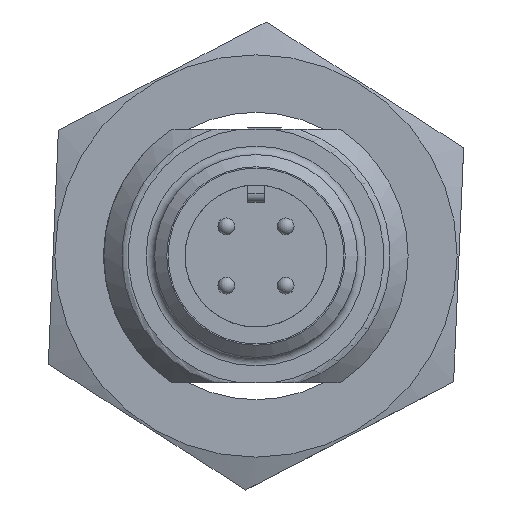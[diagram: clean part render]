
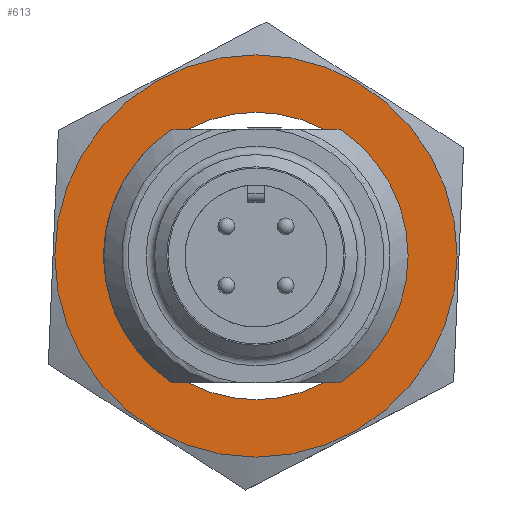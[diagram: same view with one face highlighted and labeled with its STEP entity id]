
A CAD part, left-side view. The second image highlights one B-rep face of the part: STEP entity #613.
In plain terms, the highlighted planar face has unit normal (-1, 0, 0).
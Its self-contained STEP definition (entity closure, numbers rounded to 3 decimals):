
#340 = EDGE_CURVE ( 'NONE', #9214, #9464, #5070, .T. ) ;
#416 = EDGE_CURVE ( 'NONE', #6625, #6625, #5285, .T. ) ;
#417 = EDGE_CURVE ( 'NONE', #9578, #7057, #870, .T. ) ;
#418 = EDGE_CURVE ( 'NONE', #7057, #7055, #730, .T. ) ;
#419 = EDGE_CURVE ( 'NONE', #7055, #9282, #720, .T. ) ;
#420 = EDGE_CURVE ( 'NONE', #10254, #10575, #5262, .T. ) ;
#421 = EDGE_CURVE ( 'NONE', #7150, #7119, #5304, .T. ) ;
#613 = ADVANCED_FACE ( 'NONE', ( #9134, #9118 ), #4151, .F. ) ;
#720 = LINE ( 'NONE', #7693, #5408 ) ;
#730 = LINE ( 'NONE', #7691, #5241 ) ;
#870 = LINE ( 'NONE', #7689, #5276 ) ;
#892 = CARTESIAN_POINT ( 'NONE',  ( -1., 4., -7.5 ) ) ;
#902 = CARTESIAN_POINT ( 'NONE',  ( -1., -4., -7.5 ) ) ;
#916 = CARTESIAN_POINT ( 'NONE',  ( -1., -4.975, 7.5 ) ) ;
#939 = CARTESIAN_POINT ( 'NONE',  ( -1., 8.989, 0.45 ) ) ;
#970 = CARTESIAN_POINT ( 'NONE',  ( -1., 4.975, 7.5 ) ) ;
#982 = CARTESIAN_POINT ( 'NONE',  ( -1., -4.975, -7.5 ) ) ;
#998 = CARTESIAN_POINT ( 'NONE',  ( -1., 4.975, -7.5 ) ) ;
#1003 = CARTESIAN_POINT ( 'NONE',  ( -1., 8.99, -0.424 ) ) ;
#1247 = CARTESIAN_POINT ( 'NONE',  ( -1., 4., 7.5 ) ) ;
#1285 = CARTESIAN_POINT ( 'NONE',  ( -1., -4., 7.5 ) ) ;
#1303 = CARTESIAN_POINT ( 'NONE',  ( -1., 0., -11.902 ) ) ;
#1411 = VECTOR ( 'NONE', #2186, 1000. ) ;
#1412 = VECTOR ( 'NONE', #2184, 1000. ) ;
#1752 = AXIS2_PLACEMENT_3D ( 'NONE', #4152, #4153, #4154 ) ;
#2183 = CARTESIAN_POINT ( 'NONE',  ( -1., 9.991, -7.5 ) ) ;
#2184 = DIRECTION ( 'NONE',  ( 0., 1., 0. ) ) ;
#2185 = CARTESIAN_POINT ( 'NONE',  ( -1., 9.991, -7.5 ) ) ;
#2186 = DIRECTION ( 'NONE',  ( 0., 1., 0. ) ) ;
#2505 = CARTESIAN_POINT ( 'NONE',  ( -1., 0., 0. ) ) ;
#2506 = DIRECTION ( 'NONE',  ( 1., 0., 0. ) ) ;
#2507 = DIRECTION ( 'NONE',  ( 0., 0., -1. ) ) ;
#2515 = CARTESIAN_POINT ( 'NONE',  ( -1., 0., 0. ) ) ;
#2516 = DIRECTION ( 'NONE',  ( 1., 0., 0. ) ) ;
#2517 = DIRECTION ( 'NONE',  ( 0., 0., -1. ) ) ;
#2751 = CARTESIAN_POINT ( 'NONE',  ( -1., 9., 0.45 ) ) ;
#2753 = CARTESIAN_POINT ( 'NONE',  ( -1., 9., -0.424 ) ) ;
#4151 = PLANE ( 'NONE',  #1752 ) ;
#4152 = CARTESIAN_POINT ( 'NONE',  ( -1., 11.691, 7.438 ) ) ;
#4153 = DIRECTION ( 'NONE',  ( 1., 0., 0. ) ) ;
#4154 = DIRECTION ( 'NONE',  ( 0., 0., -1. ) ) ;
#4630 = CARTESIAN_POINT ( 'NONE',  ( -1., 9.991, 7.5 ) ) ;
#4631 = DIRECTION ( 'NONE',  ( 0., -1., 0. ) ) ;
#4648 = CARTESIAN_POINT ( 'NONE',  ( -1., 9.991, 7.5 ) ) ;
#4649 = DIRECTION ( 'NONE',  ( 0., -1., 0. ) ) ;
#4963 = CIRCLE ( 'NONE', #4966, 9. ) ;
#4965 = CIRCLE ( 'NONE', #4976, 9. ) ;
#4966 = AXIS2_PLACEMENT_3D ( 'NONE', #2505, #2506, #2507 ) ;
#4976 = AXIS2_PLACEMENT_3D ( 'NONE', #2515, #2516, #2517 ) ;
#5070 = CIRCLE ( 'NONE', #5182, 9. ) ;
#5182 = AXIS2_PLACEMENT_3D ( 'NONE', #7273, #7274, #7275 ) ;
#5241 = VECTOR ( 'NONE', #7692, 1000. ) ;
#5262 = CIRCLE ( 'NONE', #5320, 8.5 ) ;
#5276 = VECTOR ( 'NONE', #7690, 1000. ) ;
#5285 = CIRCLE ( 'NONE', #5327, 11.902 ) ;
#5304 = CIRCLE ( 'NONE', #5364, 8.5 ) ;
#5320 = AXIS2_PLACEMENT_3D ( 'NONE', #7695, #7696, #7697 ) ;
#5327 = AXIS2_PLACEMENT_3D ( 'NONE', #7686, #7687, #7688 ) ;
#5364 = AXIS2_PLACEMENT_3D ( 'NONE', #7698, #7699, #7700 ) ;
#5408 = VECTOR ( 'NONE', #7694, 1000. ) ;
#5571 = EDGE_CURVE ( 'NONE', #9464, #7150, #6404, .T. ) ;
#5572 = EDGE_CURVE ( 'NONE', #7119, #9556, #6405, .T. ) ;
#5635 = EDGE_CURVE ( 'NONE', #9433, #10254, #6493, .T. ) ;
#5639 = EDGE_CURVE ( 'NONE', #10575, #9214, #6495, .T. ) ;
#5705 = EDGE_CURVE ( 'NONE', #9282, #9433, #4963, .T. ) ;
#5709 = EDGE_CURVE ( 'NONE', #9556, #9578, #4965, .T. ) ;
#6404 = LINE ( 'NONE', #2183, #1412 ) ;
#6405 = LINE ( 'NONE', #2185, #1411 ) ;
#6493 = LINE ( 'NONE', #4630, #10825 ) ;
#6495 = LINE ( 'NONE', #4648, #10829 ) ;
#6625 = VERTEX_POINT ( 'NONE', #1303 ) ;
#7055 = VERTEX_POINT ( 'NONE', #2751 ) ;
#7057 = VERTEX_POINT ( 'NONE', #2753 ) ;
#7119 = VERTEX_POINT ( 'NONE', #892 ) ;
#7150 = VERTEX_POINT ( 'NONE', #902 ) ;
#7273 = CARTESIAN_POINT ( 'NONE',  ( -1., 0., 0. ) ) ;
#7274 = DIRECTION ( 'NONE',  ( 1., 0., 0. ) ) ;
#7275 = DIRECTION ( 'NONE',  ( 0., 0., -1. ) ) ;
#7686 = CARTESIAN_POINT ( 'NONE',  ( -1., 0., 0. ) ) ;
#7687 = DIRECTION ( 'NONE',  ( -1., 0., 0. ) ) ;
#7688 = DIRECTION ( 'NONE',  ( 0., 0., -1. ) ) ;
#7689 = CARTESIAN_POINT ( 'NONE',  ( -1., 7.5, -0.424 ) ) ;
#7690 = DIRECTION ( 'NONE',  ( 0., 1., 0. ) ) ;
#7691 = CARTESIAN_POINT ( 'NONE',  ( -1., 9., 7.438 ) ) ;
#7692 = DIRECTION ( 'NONE',  ( 0., 0., 1. ) ) ;
#7693 = CARTESIAN_POINT ( 'NONE',  ( -1., 7.5, 0.45 ) ) ;
#7694 = DIRECTION ( 'NONE',  ( 0., -1., 0. ) ) ;
#7695 = CARTESIAN_POINT ( 'NONE',  ( -1., 0., 0. ) ) ;
#7696 = DIRECTION ( 'NONE',  ( 1., 0., 0. ) ) ;
#7697 = DIRECTION ( 'NONE',  ( 0., 0., -1. ) ) ;
#7698 = CARTESIAN_POINT ( 'NONE',  ( -1., 0., 0. ) ) ;
#7699 = DIRECTION ( 'NONE',  ( 1., 0., 0. ) ) ;
#7700 = DIRECTION ( 'NONE',  ( 0., 0., -1. ) ) ;
#8553 = EDGE_LOOP ( 'NONE', ( #10538 ) ) ;
#8671 = EDGE_LOOP ( 'NONE', ( #10402, #10585, #10549, #10475, #10544, #10440, #10255, #10550, #10253, #10267, #10353, #10274 ) ) ;
#9118 = FACE_BOUND ( 'NONE', #8671, .T. ) ;
#9134 = FACE_OUTER_BOUND ( 'NONE', #8553, .T. ) ;
#9214 = VERTEX_POINT ( 'NONE', #916 ) ;
#9282 = VERTEX_POINT ( 'NONE', #939 ) ;
#9433 = VERTEX_POINT ( 'NONE', #970 ) ;
#9464 = VERTEX_POINT ( 'NONE', #982 ) ;
#9556 = VERTEX_POINT ( 'NONE', #998 ) ;
#9578 = VERTEX_POINT ( 'NONE', #1003 ) ;
#10253 = ORIENTED_EDGE ( 'NONE', *, *, #340, .T. ) ;
#10254 = VERTEX_POINT ( 'NONE', #1247 ) ;
#10255 = ORIENTED_EDGE ( 'NONE', *, *, #420, .T. ) ;
#10267 = ORIENTED_EDGE ( 'NONE', *, *, #5571, .T. ) ;
#10274 = ORIENTED_EDGE ( 'NONE', *, *, #5572, .T. ) ;
#10353 = ORIENTED_EDGE ( 'NONE', *, *, #421, .T. ) ;
#10402 = ORIENTED_EDGE ( 'NONE', *, *, #5709, .T. ) ;
#10440 = ORIENTED_EDGE ( 'NONE', *, *, #5635, .T. ) ;
#10475 = ORIENTED_EDGE ( 'NONE', *, *, #419, .T. ) ;
#10538 = ORIENTED_EDGE ( 'NONE', *, *, #416, .T. ) ;
#10544 = ORIENTED_EDGE ( 'NONE', *, *, #5705, .T. ) ;
#10549 = ORIENTED_EDGE ( 'NONE', *, *, #418, .T. ) ;
#10550 = ORIENTED_EDGE ( 'NONE', *, *, #5639, .T. ) ;
#10575 = VERTEX_POINT ( 'NONE', #1285 ) ;
#10585 = ORIENTED_EDGE ( 'NONE', *, *, #417, .T. ) ;
#10825 = VECTOR ( 'NONE', #4631, 1000. ) ;
#10829 = VECTOR ( 'NONE', #4649, 1000. ) ;
